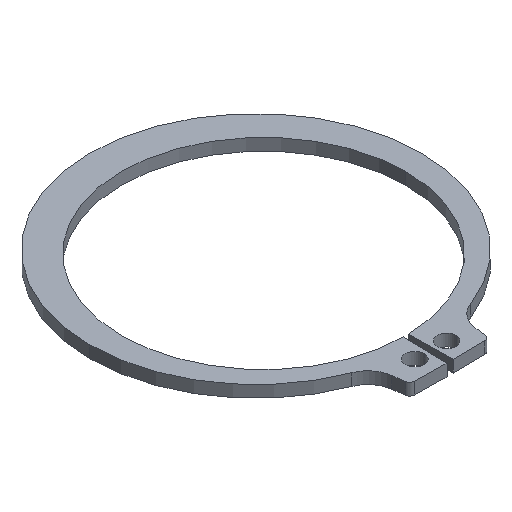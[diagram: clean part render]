
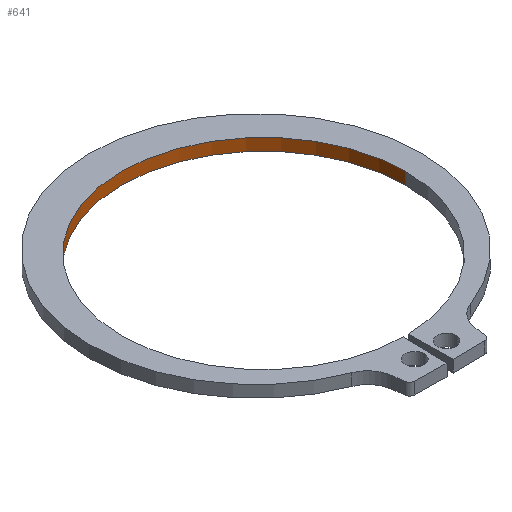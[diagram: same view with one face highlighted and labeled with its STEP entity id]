
A CAD part, isometric view. The second image highlights one B-rep face of the part: STEP entity #641.
In plain terms, the highlighted cylindrical face has radius 14.3 mm (diameter 28.6 mm), a partial arc.
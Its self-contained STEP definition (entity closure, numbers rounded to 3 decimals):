
#2 = CARTESIAN_POINT ( 'NONE',  ( -14.3, 0., -1.3 ) ) ;
#14 = EDGE_CURVE ( 'NONE', #517, #109, #495, .T. ) ;
#36 = DIRECTION ( 'NONE',  ( 0., 0., 1. ) ) ;
#45 = DIRECTION ( 'NONE',  ( 1., 0., 0. ) ) ;
#109 = VERTEX_POINT ( 'NONE', #342 ) ;
#114 = CIRCLE ( 'NONE', #434, 14.3 ) ;
#118 = DIRECTION ( 'NONE',  ( 0., 0., 1. ) ) ;
#125 = VECTOR ( 'NONE', #684, 1000. ) ;
#185 = EDGE_CURVE ( 'NONE', #274, #109, #462, .T. ) ;
#205 = CARTESIAN_POINT ( 'NONE',  ( 0., 0., -41.747 ) ) ;
#227 = DIRECTION ( 'NONE',  ( 0., 0., -1. ) ) ;
#264 = DIRECTION ( 'NONE',  ( 1., 0., 0. ) ) ;
#274 = VERTEX_POINT ( 'NONE', #2 ) ;
#312 = CARTESIAN_POINT ( 'NONE',  ( 14.3, 0., -1.3 ) ) ;
#316 = FACE_OUTER_BOUND ( 'NONE', #719, .T. ) ;
#329 = AXIS2_PLACEMENT_3D ( 'NONE', #382, #36, #264 ) ;
#342 = CARTESIAN_POINT ( 'NONE',  ( -14.3, 0., -0.1 ) ) ;
#346 = AXIS2_PLACEMENT_3D ( 'NONE', #205, #510, #449 ) ;
#382 = CARTESIAN_POINT ( 'NONE',  ( 0., 0., -0.1 ) ) ;
#402 = CARTESIAN_POINT ( 'NONE',  ( -14.3, 0., -41.747 ) ) ;
#434 = AXIS2_PLACEMENT_3D ( 'NONE', #527, #227, #45 ) ;
#441 = CYLINDRICAL_SURFACE ( 'NONE', #346, 14.3 ) ;
#449 = DIRECTION ( 'NONE',  ( 1., 0., 0. ) ) ;
#462 = LINE ( 'NONE', #402, #747 ) ;
#484 = CARTESIAN_POINT ( 'NONE',  ( 14.3, 0., -41.747 ) ) ;
#495 = CIRCLE ( 'NONE', #329, 14.3 ) ;
#502 = ORIENTED_EDGE ( 'NONE', *, *, #14, .T. ) ;
#510 = DIRECTION ( 'NONE',  ( 0., 0., 1. ) ) ;
#517 = VERTEX_POINT ( 'NONE', #593 ) ;
#526 = ORIENTED_EDGE ( 'NONE', *, *, #542, .T. ) ;
#527 = CARTESIAN_POINT ( 'NONE',  ( 0., 0., -1.3 ) ) ;
#542 = EDGE_CURVE ( 'NONE', #672, #517, #546, .T. ) ;
#546 = LINE ( 'NONE', #484, #125 ) ;
#550 = ORIENTED_EDGE ( 'NONE', *, *, #717, .T. ) ;
#593 = CARTESIAN_POINT ( 'NONE',  ( 14.3, 0., -0.1 ) ) ;
#641 = ADVANCED_FACE ( 'NONE', ( #316 ), #441, .F. ) ;
#672 = VERTEX_POINT ( 'NONE', #312 ) ;
#684 = DIRECTION ( 'NONE',  ( 0., 0., 1. ) ) ;
#710 = ORIENTED_EDGE ( 'NONE', *, *, #185, .F. ) ;
#717 = EDGE_CURVE ( 'NONE', #274, #672, #114, .T. ) ;
#719 = EDGE_LOOP ( 'NONE', ( #710, #550, #526, #502 ) ) ;
#747 = VECTOR ( 'NONE', #118, 1000. ) ;
